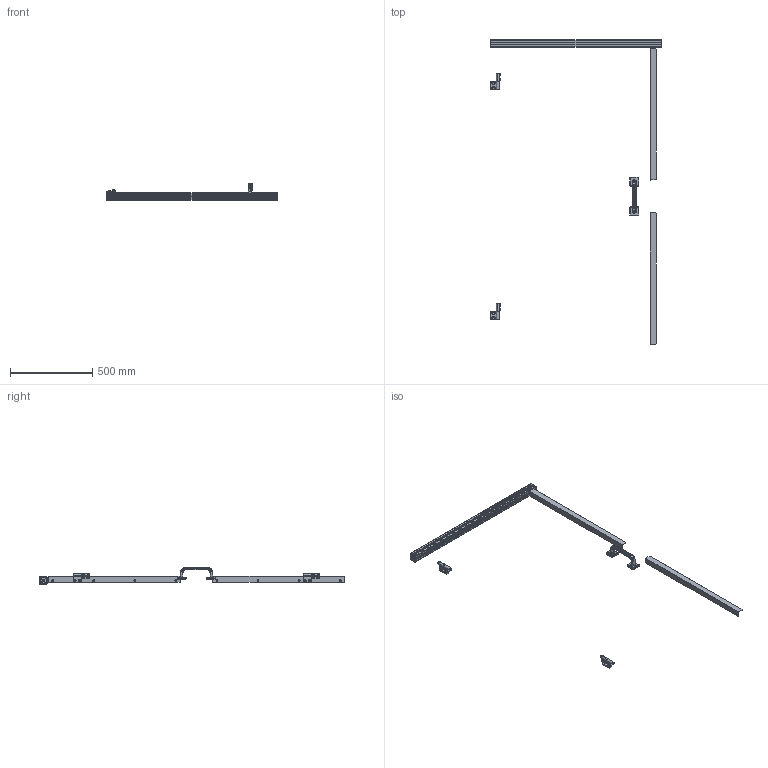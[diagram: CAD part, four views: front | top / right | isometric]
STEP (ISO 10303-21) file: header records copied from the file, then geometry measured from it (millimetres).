
FILE_DESCRIPTION(('STEP AP214'),'1');
FILE_NAME('cctmp_29E95486-03E8-43DB-B476-0B396DF7C622_2023_03_29_14_31_35_0650_15232..stp','2023-03-29T12:31:36',('Bosch Rexroth AG'),('CADClick - www.CADClick.com'),'Spatial InterOp 3D',' ','unknown authorization - (Healing Option Enabled)');
FILE_SCHEMA(('AUTOMOTIVE_DESIGN'));
Length unit declared in the file: millimetre
Products named in the file (6): 1; 2; 3; 4; 5; 6
Bounding box: 1045 x 1854 x 101 mm (x, y, z)
Volume: 1135769.1 mm3; surface area: 979370 mm2
Topology: 6 solids, 16 shells, 1376 faces, 3746 edges, 2334 vertices
Faces by surface type: plane 663, cylinder 475, cone 188, torus 36, sphere 8, bspline 6
Entity records: 56753 total; most frequent: CARTESIAN_POINT 10213, DIRECTION 7564, ORIENTED_EDGE 7492, EDGE_CURVE 3746, AXIS2_PLACEMENT_3D 2658, VERTEX_POINT 2334, LINE 2248, VECTOR 2248
